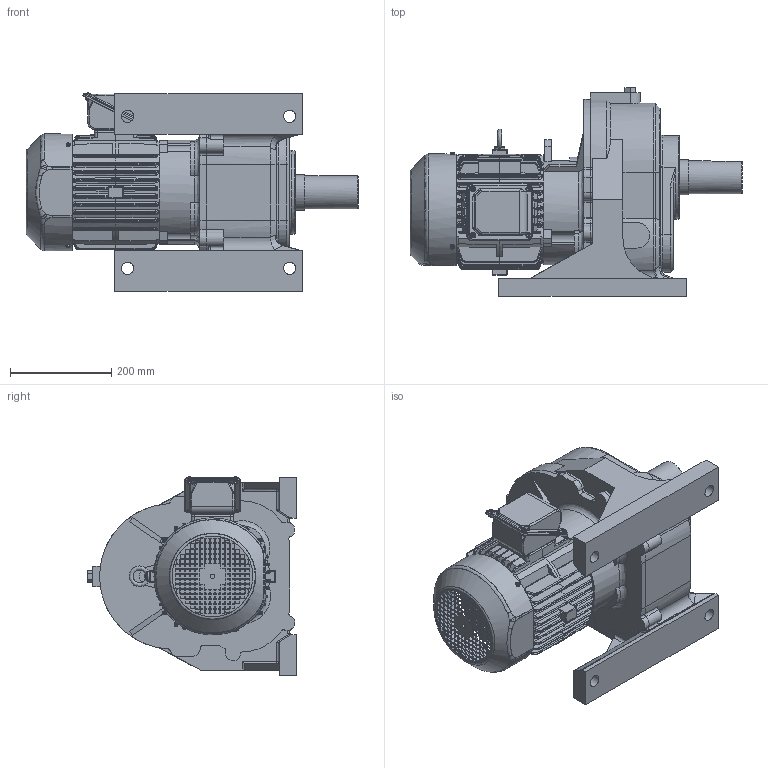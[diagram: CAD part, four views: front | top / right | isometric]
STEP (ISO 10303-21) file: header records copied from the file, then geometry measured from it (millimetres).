
FILE_DESCRIPTION (( 'STEP AP214' ), '1' );
FILE_NAME ('EK2DO07672H001_F1HM_3.7KW_R60_CUSTOMER.stp', '2022-08-11T02:01:30', ( '' ), ( '' ), 'SwSTEP 2.0', 'SolidWorks 2021', '' );
FILE_SCHEMA (( 'AUTOMOTIVE_DESIGN' ));
Length unit declared in the file: millimetre
Products named in the file (1): EK2DO07672H001_F1HM_3.7KW_R60_CUSTOMER
Bounding box: 655.5 x 412 x 391.46 mm (x, y, z)
Volume: 29099993 mm3; surface area: 1543500.6 mm2
Topology: 17 solids, 17 shells, 3309 faces, 8814 edges, 5553 vertices
Faces by surface type: cylinder 1330, plane 1311, bspline 604, cone 63, torus 1
Full cylindrical faces by diameter (mm): 2.6 x4, 4.917 x4, 5 x3, 6 x8, 6.647 x6, 7 x8, 7.7 x1, 8 x4, 8.376 x1, 9 x1, 10 x1, 10.5 x4, 12 x9, 13 x2, 15.621 x1, 18 x1, 20 x1, 22 x1, 24 x4, 40 x1, 45 x1, 65 x1, 70 x1, 165 x1, 198 x2
Entity records: 173223 total; most frequent: CARTESIAN_POINT 58376, ORIENTED_EDGE 17308, DIRECTION 14767, EDGE_CURVE 8654, VERTEX_POINT 5520, AXIS2_PLACEMENT_3D 5150, VECTOR 4467, LINE 4467
